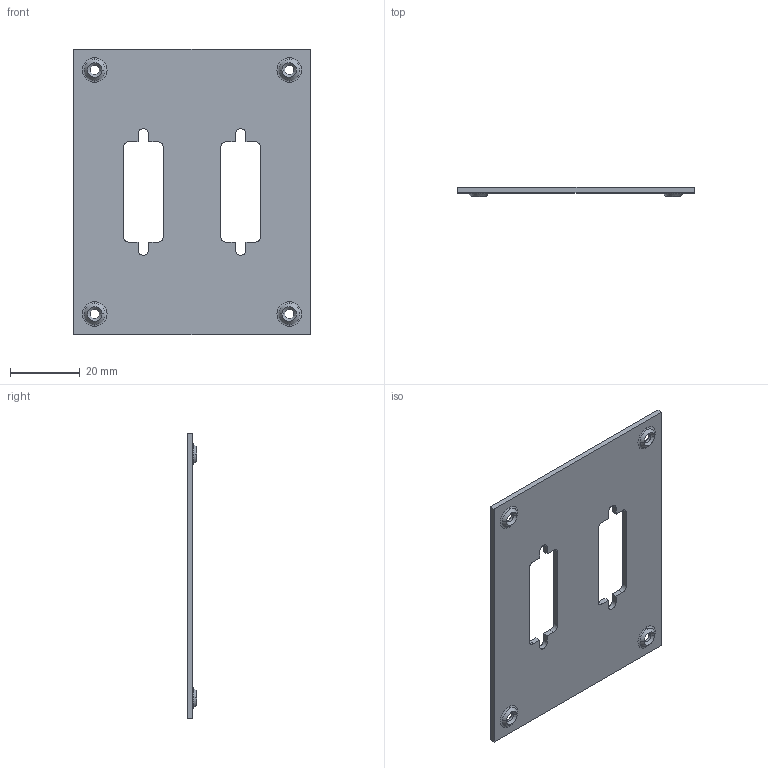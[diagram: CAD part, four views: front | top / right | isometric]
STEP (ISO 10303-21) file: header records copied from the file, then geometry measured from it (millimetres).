
FILE_DESCRIPTION (( 'STEP AP214' ), '1' );
FILE_NAME ('USP230B.STEP', '2007-11-30T13:34:33', ( ' ' ), ( ' ' ), 'SwSTEP 2.0', 'SolidWorks 2007', '' );
FILE_SCHEMA (( 'AUTOMOTIVE_DESIGN' ));
Length unit declared in the file: inch
Products named in the file (1): USP230B
Bounding box: 68.07 x 2.6 x 82.04 mm (x, y, z)
Volume: 7436.7 mm3; surface area: 10545.5 mm2
Topology: 1 solids, 1 shells, 92 faces, 262 edges, 172 vertices
Faces by surface type: cylinder 26, plane 26, cone 24, torus 16
Entity records: 3139 total; most frequent: DIRECTION 588, CARTESIAN_POINT 527, ORIENTED_EDGE 524, EDGE_CURVE 262, AXIS2_PLACEMENT_3D 233, VERTEX_POINT 172, CIRCLE 140, VECTOR 122
